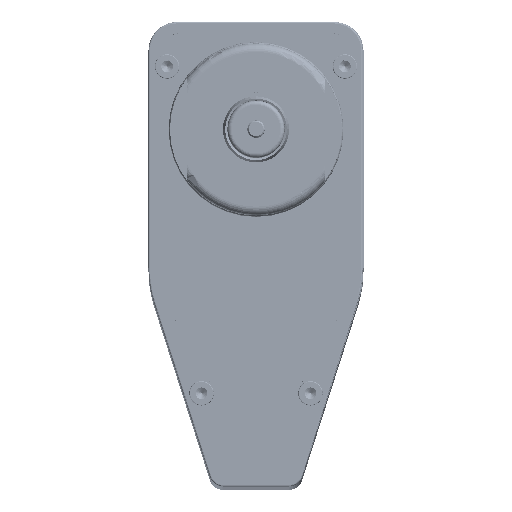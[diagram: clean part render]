
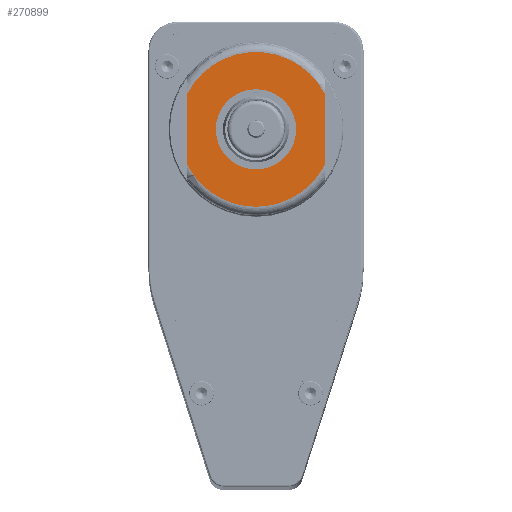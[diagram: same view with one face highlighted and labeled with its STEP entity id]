
A CAD part, top view. The second image highlights one B-rep face of the part: STEP entity #270899.
In plain terms, the highlighted planar face has unit normal (0, 0, 1).
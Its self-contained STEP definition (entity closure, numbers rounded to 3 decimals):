
#18724 = CIRCLE ( 'NONE', #237094, 27. ) ;
#24352 = EDGE_CURVE ( 'NONE', #224037, #135313, #18724, .T. ) ;
#25894 = EDGE_LOOP ( 'NONE', ( #135043, #93533 ) ) ;
#31585 = ORIENTED_EDGE ( 'NONE', *, *, #24352, .T. ) ;
#37290 = DIRECTION ( 'NONE',  ( 0., -1., 0. ) ) ;
#41534 = EDGE_CURVE ( 'NONE', #253951, #196048, #140883, .T. ) ;
#44995 = DIRECTION ( 'NONE',  ( 0., -1., 0. ) ) ;
#47994 = VERTEX_POINT ( 'NONE', #221154 ) ;
#48876 = EDGE_CURVE ( 'NONE', #47994, #239171, #127777, .T. ) ;
#52871 = CARTESIAN_POINT ( 'NONE',  ( -24., -12.369, 545. ) ) ;
#60537 = CARTESIAN_POINT ( 'NONE',  ( 24., 12.369, 545. ) ) ;
#65161 = AXIS2_PLACEMENT_3D ( 'NONE', #256663, #121319, #212014 ) ;
#65848 = DIRECTION ( 'NONE',  ( 0., 0., 1. ) ) ;
#67429 = CARTESIAN_POINT ( 'NONE',  ( 0., 0., 545. ) ) ;
#68886 = DIRECTION ( 'NONE',  ( 0., -1., 0. ) ) ;
#75643 = AXIS2_PLACEMENT_3D ( 'NONE', #197816, #83436, #37290 ) ;
#83436 = DIRECTION ( 'NONE',  ( 0., 0., 1. ) ) ;
#85045 = DIRECTION ( 'NONE',  ( 0., -1., 0. ) ) ;
#88164 = CARTESIAN_POINT ( 'NONE',  ( 0., 0., 545. ) ) ;
#93533 = ORIENTED_EDGE ( 'NONE', *, *, #48876, .F. ) ;
#94982 = EDGE_LOOP ( 'NONE', ( #284455, #31585, #198752, #104307, #240051 ) ) ;
#104307 = ORIENTED_EDGE ( 'NONE', *, *, #169392, .F. ) ;
#104719 = DIRECTION ( 'NONE',  ( 0., 0., 1. ) ) ;
#110432 = PLANE ( 'NONE',  #266496 ) ;
#110518 = DIRECTION ( 'NONE',  ( 0., 0., 1. ) ) ;
#121319 = DIRECTION ( 'NONE',  ( 0., 0., 1. ) ) ;
#127777 = CIRCLE ( 'NONE', #75643, 14. ) ;
#132737 = FACE_OUTER_BOUND ( 'NONE', #94982, .T. ) ;
#135043 = ORIENTED_EDGE ( 'NONE', *, *, #266189, .F. ) ;
#135313 = VERTEX_POINT ( 'NONE', #237811 ) ;
#140883 = CIRCLE ( 'NONE', #178860, 27. ) ;
#160418 = EDGE_CURVE ( 'NONE', #196048, #224037, #195942, .T. ) ;
#162430 = VECTOR ( 'NONE', #173652, 1000. ) ;
#169392 = EDGE_CURVE ( 'NONE', #253951, #256133, #287498, .T. ) ;
#173652 = DIRECTION ( 'NONE',  ( 0., -1., 0. ) ) ;
#174391 = CIRCLE ( 'NONE', #65161, 14. ) ;
#178860 = AXIS2_PLACEMENT_3D ( 'NONE', #220562, #104719, #241433 ) ;
#184383 = AXIS2_PLACEMENT_3D ( 'NONE', #67429, #110518, #68886 ) ;
#191856 = CARTESIAN_POINT ( 'NONE',  ( 0., -14., 545. ) ) ;
#193844 = DIRECTION ( 'NONE',  ( 0., -1., 0. ) ) ;
#195309 = CARTESIAN_POINT ( 'NONE',  ( 24., 0., 545. ) ) ;
#195942 = LINE ( 'NONE', #261460, #162430 ) ;
#196048 = VERTEX_POINT ( 'NONE', #290332 ) ;
#197816 = CARTESIAN_POINT ( 'NONE',  ( 0., 0., 545. ) ) ;
#198752 = ORIENTED_EDGE ( 'NONE', *, *, #252032, .T. ) ;
#211882 = CARTESIAN_POINT ( 'NONE',  ( 0., 0., 545. ) ) ;
#212014 = DIRECTION ( 'NONE',  ( 0., -1., 0. ) ) ;
#214355 = CARTESIAN_POINT ( 'NONE',  ( 24., -12.369, 545. ) ) ;
#220562 = CARTESIAN_POINT ( 'NONE',  ( 0., 0., 545. ) ) ;
#221154 = CARTESIAN_POINT ( 'NONE',  ( 0., 14., 545. ) ) ;
#224037 = VERTEX_POINT ( 'NONE', #52871 ) ;
#237094 = AXIS2_PLACEMENT_3D ( 'NONE', #211882, #288713, #85045 ) ;
#237811 = CARTESIAN_POINT ( 'NONE',  ( 0., -27., 545. ) ) ;
#239171 = VERTEX_POINT ( 'NONE', #191856 ) ;
#240051 = ORIENTED_EDGE ( 'NONE', *, *, #41534, .T. ) ;
#241433 = DIRECTION ( 'NONE',  ( 0., -1., 0. ) ) ;
#252032 = EDGE_CURVE ( 'NONE', #135313, #256133, #274605, .T. ) ;
#253951 = VERTEX_POINT ( 'NONE', #60537 ) ;
#256133 = VERTEX_POINT ( 'NONE', #214355 ) ;
#256663 = CARTESIAN_POINT ( 'NONE',  ( 0., 0., 545. ) ) ;
#261460 = CARTESIAN_POINT ( 'NONE',  ( -24., 0., 545. ) ) ;
#266189 = EDGE_CURVE ( 'NONE', #239171, #47994, #174391, .T. ) ;
#266496 = AXIS2_PLACEMENT_3D ( 'NONE', #88164, #65848, #44995 ) ;
#269527 = FACE_BOUND ( 'NONE', #25894, .T. ) ;
#270899 = ADVANCED_FACE ( 'NONE', ( #269527, #132737 ), #110432, .T. ) ;
#271264 = VECTOR ( 'NONE', #193844, 1000. ) ;
#274605 = CIRCLE ( 'NONE', #184383, 27. ) ;
#284455 = ORIENTED_EDGE ( 'NONE', *, *, #160418, .T. ) ;
#287498 = LINE ( 'NONE', #195309, #271264 ) ;
#288713 = DIRECTION ( 'NONE',  ( 0., 0., 1. ) ) ;
#290332 = CARTESIAN_POINT ( 'NONE',  ( -24., 12.369, 545. ) ) ;
